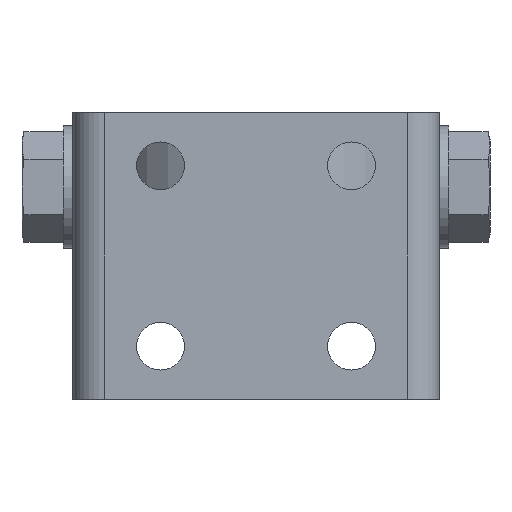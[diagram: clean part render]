
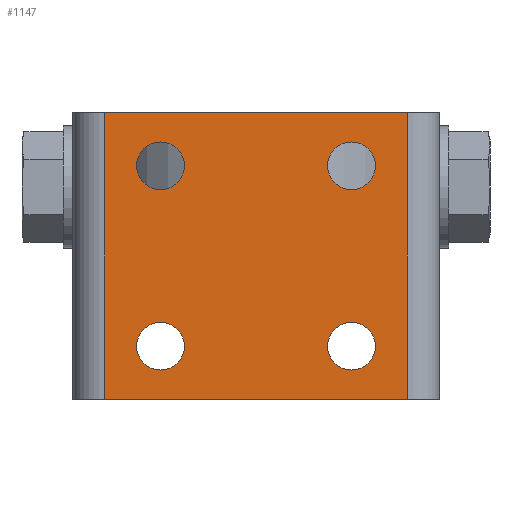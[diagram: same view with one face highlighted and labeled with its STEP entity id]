
A CAD part, front view. The second image highlights one B-rep face of the part: STEP entity #1147.
In plain terms, the highlighted planar face has unit normal (0, -1, 0).
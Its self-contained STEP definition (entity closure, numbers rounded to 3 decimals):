
#101=LINE('',#1753,#159);
#102=LINE('',#1765,#160);
#103=LINE('',#1767,#161);
#104=LINE('',#1769,#162);
#159=VECTOR('',#1413,1000.);
#160=VECTOR('',#1426,1000.);
#161=VECTOR('',#1427,1000.);
#162=VECTOR('',#1428,1000.);
#215=PLANE('',#1258);
#259=ORIENTED_EDGE('',*,*,#577,.F.);
#260=ORIENTED_EDGE('',*,*,#578,.F.);
#261=ORIENTED_EDGE('',*,*,#579,.F.);
#262=ORIENTED_EDGE('',*,*,#580,.F.);
#263=ORIENTED_EDGE('',*,*,#581,.T.);
#264=ORIENTED_EDGE('',*,*,#582,.F.);
#265=ORIENTED_EDGE('',*,*,#583,.F.);
#266=ORIENTED_EDGE('',*,*,#575,.T.);
#575=EDGE_CURVE('',#735,#734,#101,.T.);
#577=EDGE_CURVE('',#736,#736,#843,.F.);
#578=EDGE_CURVE('',#737,#737,#844,.F.);
#579=EDGE_CURVE('',#738,#738,#845,.F.);
#580=EDGE_CURVE('',#739,#739,#846,.F.);
#581=EDGE_CURVE('',#734,#740,#102,.T.);
#582=EDGE_CURVE('',#741,#740,#103,.T.);
#583=EDGE_CURVE('',#735,#741,#104,.T.);
#734=VERTEX_POINT('',#1752);
#735=VERTEX_POINT('',#1754);
#736=VERTEX_POINT('',#1758);
#737=VERTEX_POINT('',#1760);
#738=VERTEX_POINT('',#1762);
#739=VERTEX_POINT('',#1764);
#740=VERTEX_POINT('',#1766);
#741=VERTEX_POINT('',#1768);
#843=CIRCLE('',#1259,4.5);
#844=CIRCLE('',#1260,4.5);
#845=CIRCLE('',#1261,4.5);
#846=CIRCLE('',#1262,4.5);
#903=EDGE_LOOP('',(#259));
#904=EDGE_LOOP('',(#260));
#905=EDGE_LOOP('',(#261));
#906=EDGE_LOOP('',(#262));
#907=EDGE_LOOP('',(#263,#264,#265,#266));
#1017=FACE_BOUND('',#903,.T.);
#1018=FACE_BOUND('',#904,.T.);
#1019=FACE_BOUND('',#905,.T.);
#1020=FACE_BOUND('',#906,.T.);
#1021=FACE_BOUND('',#907,.T.);
#1147=ADVANCED_FACE('',(#1017,#1018,#1019,#1020,#1021),#215,.F.);
#1258=AXIS2_PLACEMENT_3D('',#1756,#1416,#1417);
#1259=AXIS2_PLACEMENT_3D('',#1757,#1418,#1419);
#1260=AXIS2_PLACEMENT_3D('',#1759,#1420,#1421);
#1261=AXIS2_PLACEMENT_3D('',#1761,#1422,#1423);
#1262=AXIS2_PLACEMENT_3D('',#1763,#1424,#1425);
#1413=DIRECTION('',(0.,0.,-1.));
#1416=DIRECTION('',(0.,1.,0.));
#1417=DIRECTION('',(0.,0.,1.));
#1418=DIRECTION('',(0.,1.,0.));
#1419=DIRECTION('',(0.,0.,1.));
#1420=DIRECTION('',(0.,1.,0.));
#1421=DIRECTION('',(0.,0.,1.));
#1422=DIRECTION('',(0.,1.,0.));
#1423=DIRECTION('',(0.,0.,1.));
#1424=DIRECTION('',(0.,1.,0.));
#1425=DIRECTION('',(0.,0.,1.));
#1426=DIRECTION('',(1.,0.,0.));
#1427=DIRECTION('',(0.,0.,-1.));
#1428=DIRECTION('',(1.,0.,0.));
#1752=CARTESIAN_POINT('',(-28.55,0.,0.));
#1753=CARTESIAN_POINT('',(-28.55,0.,54.));
#1754=CARTESIAN_POINT('',(-28.55,0.,54.));
#1756=CARTESIAN_POINT('',(-28.55,0.,54.));
#1757=CARTESIAN_POINT('',(-18.,0.,10.));
#1758=CARTESIAN_POINT('',(-18.,0.,14.5));
#1759=CARTESIAN_POINT('',(18.,0.,44.));
#1760=CARTESIAN_POINT('',(18.,0.,48.5));
#1761=CARTESIAN_POINT('',(-18.,0.,44.));
#1762=CARTESIAN_POINT('',(-18.,0.,48.5));
#1763=CARTESIAN_POINT('',(18.,0.,10.));
#1764=CARTESIAN_POINT('',(18.,0.,14.5));
#1765=CARTESIAN_POINT('',(-28.55,0.,0.));
#1766=CARTESIAN_POINT('',(28.55,0.,0.));
#1767=CARTESIAN_POINT('',(28.55,0.,54.));
#1768=CARTESIAN_POINT('',(28.55,0.,54.));
#1769=CARTESIAN_POINT('',(-28.55,0.,54.));
